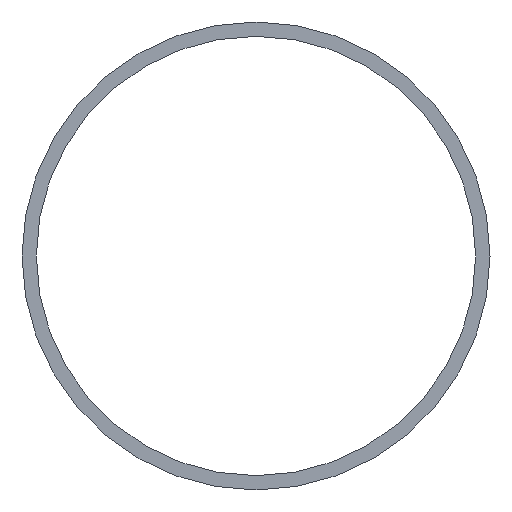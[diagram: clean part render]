
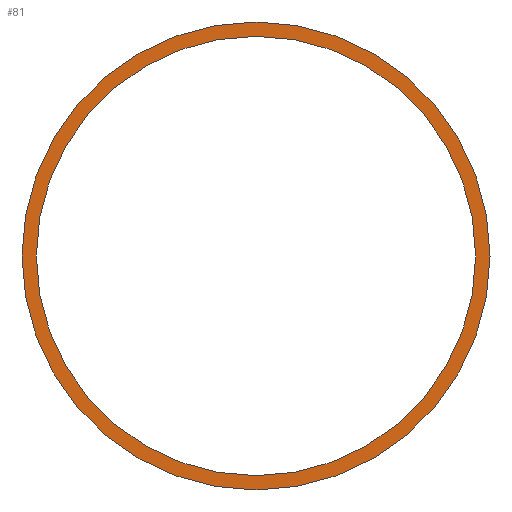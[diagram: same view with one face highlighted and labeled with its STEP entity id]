
A CAD part, left-side view. The second image highlights one B-rep face of the part: STEP entity #81.
In plain terms, the highlighted planar face has unit normal (-1, 0, 0).
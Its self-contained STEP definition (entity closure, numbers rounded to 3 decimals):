
#57 = EDGE_CURVE( '', #89, #71, #128, .T. );
#71 = VERTEX_POINT( '', #144 );
#75 = EDGE_CURVE( '', #99, #95, #149, .T. );
#81 = ADVANCED_FACE( '', ( #155, #156 ), #157, .F. );
#83 = EDGE_CURVE( '', #71, #89, #159, .T. );
#85 = EDGE_CURVE( '', #95, #99, #161, .T. );
#89 = VERTEX_POINT( '', #166 );
#95 = VERTEX_POINT( '', #173 );
#99 = VERTEX_POINT( '', #177 );
#128 = CIRCLE( '', #198, 75.1 );
#144 = CARTESIAN_POINT( '', ( 0., 0., 75.1 ) );
#149 = CIRCLE( '', #224, 80. );
#155 = FACE_OUTER_BOUND( '', #231, .T. );
#156 = FACE_BOUND( '', #232, .T. );
#157 = PLANE( '', #233 );
#159 = CIRCLE( '', #236, 75.1 );
#161 = CIRCLE( '', #239, 80. );
#166 = CARTESIAN_POINT( '', ( 0., 0., -75.1 ) );
#173 = CARTESIAN_POINT( '', ( 0., 0., -80. ) );
#177 = CARTESIAN_POINT( '', ( 0., 0., 80. ) );
#198 = AXIS2_PLACEMENT_3D( '', #277, #278, #279 );
#224 = AXIS2_PLACEMENT_3D( '', #298, #299, #300 );
#231 = EDGE_LOOP( '', ( #304, #305 ) );
#232 = EDGE_LOOP( '', ( #306, #307 ) );
#233 = AXIS2_PLACEMENT_3D( '', #308, #309, #310 );
#236 = AXIS2_PLACEMENT_3D( '', #311, #312, #313 );
#239 = AXIS2_PLACEMENT_3D( '', #314, #315, #316 );
#277 = CARTESIAN_POINT( '', ( 0., 0., 0. ) );
#278 = DIRECTION( '', ( 1., 0., 0. ) );
#279 = DIRECTION( '', ( 0., 0., -1. ) );
#298 = CARTESIAN_POINT( '', ( 0., 0., 0. ) );
#299 = DIRECTION( '', ( 1., 0., 0. ) );
#300 = DIRECTION( '', ( 0., 0., -1. ) );
#304 = ORIENTED_EDGE( '', *, *, #85, .F. );
#305 = ORIENTED_EDGE( '', *, *, #75, .F. );
#306 = ORIENTED_EDGE( '', *, *, #57, .T. );
#307 = ORIENTED_EDGE( '', *, *, #83, .T. );
#308 = CARTESIAN_POINT( '', ( 0., 0., 0. ) );
#309 = DIRECTION( '', ( 1., 0., 0. ) );
#310 = DIRECTION( '', ( 0., 0., -1. ) );
#311 = CARTESIAN_POINT( '', ( 0., 0., 0. ) );
#312 = DIRECTION( '', ( 1., 0., 0. ) );
#313 = DIRECTION( '', ( 0., 0., -1. ) );
#314 = CARTESIAN_POINT( '', ( 0., 0., 0. ) );
#315 = DIRECTION( '', ( 1., 0., 0. ) );
#316 = DIRECTION( '', ( 0., 0., -1. ) );
